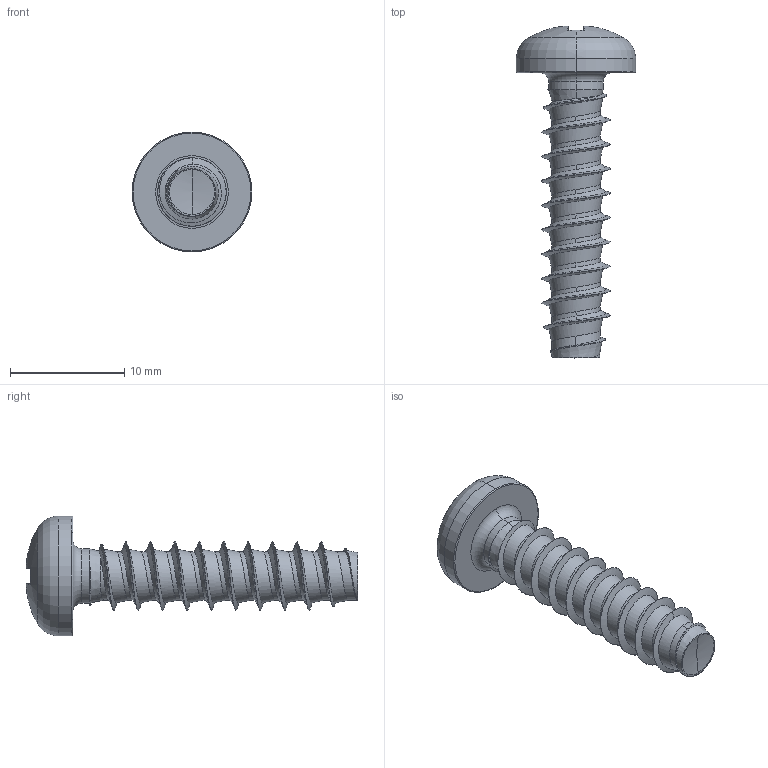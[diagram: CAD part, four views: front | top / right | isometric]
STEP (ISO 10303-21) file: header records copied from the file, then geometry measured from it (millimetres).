
FILE_DESCRIPTION (( 'STEP AP203' ), '1' );
FILE_NAME ('STP220600250.STEP', '2017-08-15T03:39:14', ( '' ), ( '' ), 'SwSTEP 2.0', 'SolidWorks 2015', '' );
FILE_SCHEMA (( 'CONFIG_CONTROL_DESIGN' ));
Products named in the file (1): STP220600250
Bounding box: 10.5 x 29.1 x 10.5 mm (x, y, z)
Volume: 670.5 mm3; surface area: 823.1 mm2
Topology: 1 solids, 1 shells, 187 faces, 448 edges, 263 vertices
Faces by surface type: bspline 55, cylinder 47, plane 30, torus 28, sphere 20, cone 7
Entity records: 25420 total; most frequent: CARTESIAN_POINT 21515, ORIENTED_EDGE 892, DIRECTION 714, EDGE_CURVE 446, AXIS2_PLACEMENT_3D 312, VERTEX_POINT 263, EDGE_LOOP 189, FACE_OUTER_BOUND 187
